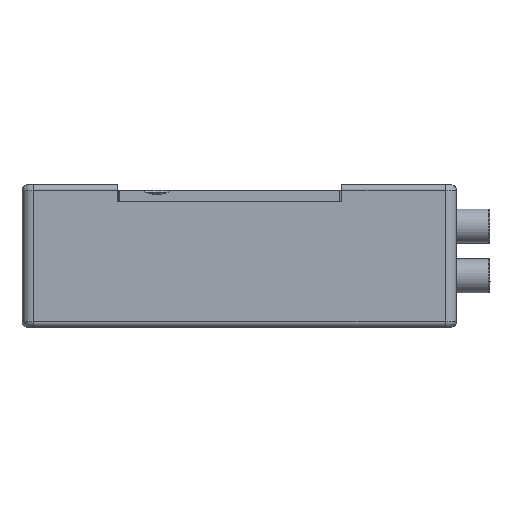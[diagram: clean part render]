
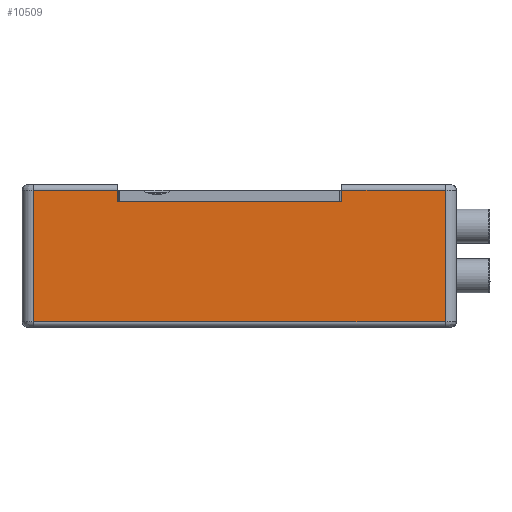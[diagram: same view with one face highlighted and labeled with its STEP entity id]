
A CAD part, front view. The second image highlights one B-rep face of the part: STEP entity #10509.
In plain terms, the highlighted planar face has unit normal (0, -1, 0).
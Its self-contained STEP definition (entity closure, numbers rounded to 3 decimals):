
#51 = ORIENTED_EDGE ( 'NONE', *, *, #5164, .F. ) ;
#160 = LINE ( 'NONE', #10689, #6493 ) ;
#309 = CARTESIAN_POINT ( 'NONE',  ( -45.883, 276.528, 8.85 ) ) ;
#538 = FACE_OUTER_BOUND ( 'NONE', #12848, .T. ) ;
#574 = EDGE_CURVE ( 'NONE', #2530, #5054, #160, .T. ) ;
#677 = VECTOR ( 'NONE', #1636, 1000. ) ;
#1105 = VERTEX_POINT ( 'NONE', #3582 ) ;
#1170 = LINE ( 'NONE', #8041, #12757 ) ;
#1507 = VECTOR ( 'NONE', #11382, 1000. ) ;
#1592 = VERTEX_POINT ( 'NONE', #11025 ) ;
#1636 = DIRECTION ( 'NONE',  ( -1., 0., 0. ) ) ;
#1840 = LINE ( 'NONE', #12851, #13440 ) ;
#1852 = LINE ( 'NONE', #6588, #10452 ) ;
#1998 = ORIENTED_EDGE ( 'NONE', *, *, #9783, .F. ) ;
#2161 = ORIENTED_EDGE ( 'NONE', *, *, #7456, .F. ) ;
#2530 = VERTEX_POINT ( 'NONE', #5400 ) ;
#3041 = DIRECTION ( 'NONE',  ( 0., 1., 0. ) ) ;
#3582 = CARTESIAN_POINT ( 'NONE',  ( -65.883, 276.528, 8.35 ) ) ;
#4078 = VERTEX_POINT ( 'NONE', #10975 ) ;
#4101 = DIRECTION ( 'NONE',  ( 0., 0., -1. ) ) ;
#4490 = LINE ( 'NONE', #10243, #1507 ) ;
#4547 = EDGE_CURVE ( 'NONE', #11098, #2530, #1852, .T. ) ;
#4776 = EDGE_CURVE ( 'NONE', #6815, #1105, #8706, .T. ) ;
#4879 = DIRECTION ( 'NONE',  ( 1., 0., 0. ) ) ;
#5054 = VERTEX_POINT ( 'NONE', #13680 ) ;
#5164 = EDGE_CURVE ( 'NONE', #5054, #8870, #1840, .T. ) ;
#5338 = CARTESIAN_POINT ( 'NONE',  ( -73.383, 276.528, -3.35 ) ) ;
#5400 = CARTESIAN_POINT ( 'NONE',  ( -36.683, 276.528, 8.35 ) ) ;
#5576 = CARTESIAN_POINT ( 'NONE',  ( -45.883, 276.528, 8.35 ) ) ;
#6112 = DIRECTION ( 'NONE',  ( -1., 0., 0. ) ) ;
#6370 = CARTESIAN_POINT ( 'NONE',  ( -73.383, 276.528, 8.85 ) ) ;
#6493 = VECTOR ( 'NONE', #4101, 1000. ) ;
#6588 = CARTESIAN_POINT ( 'NONE',  ( -73.383, 276.528, 8.35 ) ) ;
#6815 = VERTEX_POINT ( 'NONE', #10966 ) ;
#7246 = ORIENTED_EDGE ( 'NONE', *, *, #574, .F. ) ;
#7436 = EDGE_CURVE ( 'NONE', #8870, #6815, #4490, .T. ) ;
#7456 = EDGE_CURVE ( 'NONE', #1105, #1592, #1170, .T. ) ;
#7500 = PLANE ( 'NONE',  #8320 ) ;
#7619 = VECTOR ( 'NONE', #8160, 1000. ) ;
#8041 = CARTESIAN_POINT ( 'NONE',  ( -65.883, 276.528, 7.35 ) ) ;
#8160 = DIRECTION ( 'NONE',  ( 0., 0., 1. ) ) ;
#8320 = AXIS2_PLACEMENT_3D ( 'NONE', #6370, #3041, #10884 ) ;
#8706 = LINE ( 'NONE', #13867, #11344 ) ;
#8870 = VERTEX_POINT ( 'NONE', #5338 ) ;
#9187 = DIRECTION ( 'NONE',  ( 0., 0., -1. ) ) ;
#9783 = EDGE_CURVE ( 'NONE', #4078, #11098, #13238, .T. ) ;
#9989 = ORIENTED_EDGE ( 'NONE', *, *, #4547, .F. ) ;
#10243 = CARTESIAN_POINT ( 'NONE',  ( -73.383, 276.528, 8.85 ) ) ;
#10452 = VECTOR ( 'NONE', #12422, 1000. ) ;
#10509 = ADVANCED_FACE ( 'NONE', ( #538 ), #7500, .F. ) ;
#10571 = CARTESIAN_POINT ( 'NONE',  ( -45.083, 276.528, 7.35 ) ) ;
#10645 = ORIENTED_EDGE ( 'NONE', *, *, #4776, .F. ) ;
#10689 = CARTESIAN_POINT ( 'NONE',  ( -36.683, 276.528, 8.85 ) ) ;
#10884 = DIRECTION ( 'NONE',  ( 0., 0., 1. ) ) ;
#10966 = CARTESIAN_POINT ( 'NONE',  ( -73.383, 276.528, 8.35 ) ) ;
#10975 = CARTESIAN_POINT ( 'NONE',  ( -45.883, 276.528, 7.35 ) ) ;
#11025 = CARTESIAN_POINT ( 'NONE',  ( -65.883, 276.528, 7.35 ) ) ;
#11098 = VERTEX_POINT ( 'NONE', #5576 ) ;
#11344 = VECTOR ( 'NONE', #4879, 1000. ) ;
#11382 = DIRECTION ( 'NONE',  ( 0., 0., 1. ) ) ;
#12065 = EDGE_CURVE ( 'NONE', #4078, #1592, #12620, .T. ) ;
#12422 = DIRECTION ( 'NONE',  ( 1., 0., 0. ) ) ;
#12620 = LINE ( 'NONE', #10571, #677 ) ;
#12757 = VECTOR ( 'NONE', #9187, 1000. ) ;
#12848 = EDGE_LOOP ( 'NONE', ( #51, #7246, #9989, #1998, #14110, #2161, #10645, #13808 ) ) ;
#12851 = CARTESIAN_POINT ( 'NONE',  ( -73.383, 276.528, -3.35 ) ) ;
#13238 = LINE ( 'NONE', #309, #7619 ) ;
#13440 = VECTOR ( 'NONE', #6112, 1000. ) ;
#13680 = CARTESIAN_POINT ( 'NONE',  ( -36.683, 276.528, -3.35 ) ) ;
#13808 = ORIENTED_EDGE ( 'NONE', *, *, #7436, .F. ) ;
#13867 = CARTESIAN_POINT ( 'NONE',  ( -73.383, 276.528, 8.35 ) ) ;
#14110 = ORIENTED_EDGE ( 'NONE', *, *, #12065, .T. ) ;
